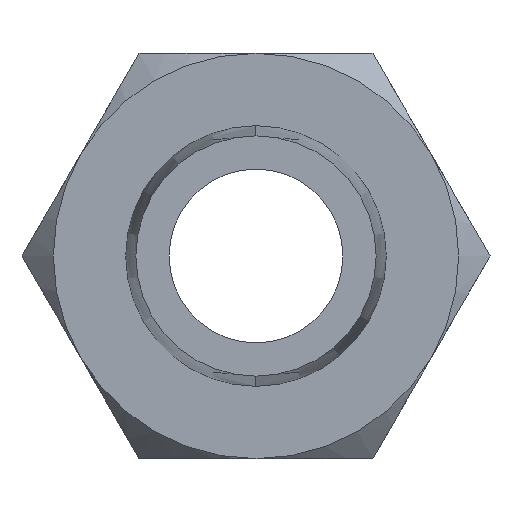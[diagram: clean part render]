
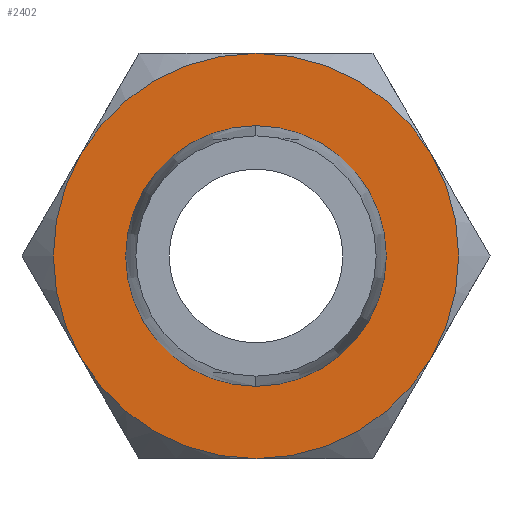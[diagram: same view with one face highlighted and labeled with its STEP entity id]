
A CAD part, left-side view. The second image highlights one B-rep face of the part: STEP entity #2402.
In plain terms, the highlighted planar face has unit normal (-1, 0, 0).
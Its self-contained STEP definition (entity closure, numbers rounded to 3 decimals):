
#206 = CARTESIAN_POINT ( 'NONE',  ( 14., 0., 0. ) ) ;
#207 = CIRCLE ( 'NONE', #852, 7. ) ;
#327 = AXIS2_PLACEMENT_3D ( 'NONE', #2425, #4314, #868 ) ;
#328 = EDGE_CURVE ( 'NONE', #4273, #2802, #2488, .T. ) ;
#384 = DIRECTION ( 'NONE',  ( 1., 0., 0. ) ) ;
#482 = DIRECTION ( 'NONE',  ( 0., 0., -1. ) ) ;
#549 = CARTESIAN_POINT ( 'NONE',  ( 14., 0., -7. ) ) ;
#649 = AXIS2_PLACEMENT_3D ( 'NONE', #665, #1035, #1387 ) ;
#652 = EDGE_CURVE ( 'NONE', #2802, #4273, #727, .T. ) ;
#665 = CARTESIAN_POINT ( 'NONE',  ( 14., 0., 0. ) ) ;
#725 = CARTESIAN_POINT ( 'NONE',  ( 14., 0., 7. ) ) ;
#727 = CIRCLE ( 'NONE', #4419, 4.5 ) ;
#772 = DIRECTION ( 'NONE',  ( 0., 0., -1. ) ) ;
#781 = FACE_OUTER_BOUND ( 'NONE', #981, .T. ) ;
#784 = CARTESIAN_POINT ( 'NONE',  ( 14., 0., -4.5 ) ) ;
#852 = AXIS2_PLACEMENT_3D ( 'NONE', #3256, #4777, #4408 ) ;
#868 = DIRECTION ( 'NONE',  ( 0., 0., 1. ) ) ;
#882 = ORIENTED_EDGE ( 'NONE', *, *, #652, .F. ) ;
#941 = CARTESIAN_POINT ( 'NONE',  ( 14., 0., 0. ) ) ;
#981 = EDGE_LOOP ( 'NONE', ( #4598, #3008, #2702, #1635, #3029, #3922 ) ) ;
#1035 = DIRECTION ( 'NONE',  ( 1., 0., 0. ) ) ;
#1175 = VERTEX_POINT ( 'NONE', #725 ) ;
#1206 = PLANE ( 'NONE',  #4183 ) ;
#1250 = AXIS2_PLACEMENT_3D ( 'NONE', #206, #3277, #1734 ) ;
#1299 = EDGE_CURVE ( 'NONE', #4463, #1793, #2572, .T. ) ;
#1387 = DIRECTION ( 'NONE',  ( 0., 0., -1. ) ) ;
#1409 = DIRECTION ( 'NONE',  ( 0., 0., -1. ) ) ;
#1418 = EDGE_CURVE ( 'NONE', #3771, #2797, #4504, .T. ) ;
#1477 = CARTESIAN_POINT ( 'NONE',  ( 14., 6.062, -3.5 ) ) ;
#1549 = CARTESIAN_POINT ( 'NONE',  ( 14., 0., 4.5 ) ) ;
#1561 = CARTESIAN_POINT ( 'NONE',  ( 14., 0., 0. ) ) ;
#1583 = FACE_BOUND ( 'NONE', #3489, .T. ) ;
#1635 = ORIENTED_EDGE ( 'NONE', *, *, #3093, .F. ) ;
#1734 = DIRECTION ( 'NONE',  ( 0., 0., -1. ) ) ;
#1789 = AXIS2_PLACEMENT_3D ( 'NONE', #941, #2135, #1409 ) ;
#1793 = VERTEX_POINT ( 'NONE', #2196 ) ;
#1909 = CARTESIAN_POINT ( 'NONE',  ( 14., -6.062, 3.5 ) ) ;
#1949 = DIRECTION ( 'NONE',  ( 1., 0., 0. ) ) ;
#1999 = EDGE_CURVE ( 'NONE', #1175, #1793, #4745, .T. ) ;
#2135 = DIRECTION ( 'NONE',  ( 1., 0., 0. ) ) ;
#2196 = CARTESIAN_POINT ( 'NONE',  ( 14., 6.062, 3.5 ) ) ;
#2402 = ADVANCED_FACE ( 'NONE', ( #1583, #781 ), #1206, .F. ) ;
#2425 = CARTESIAN_POINT ( 'NONE',  ( 14., 0., 0. ) ) ;
#2488 = CIRCLE ( 'NONE', #327, 4.5 ) ;
#2572 = CIRCLE ( 'NONE', #4019, 7. ) ;
#2702 = ORIENTED_EDGE ( 'NONE', *, *, #1418, .F. ) ;
#2741 = CARTESIAN_POINT ( 'NONE',  ( 14., 0., 0. ) ) ;
#2797 = VERTEX_POINT ( 'NONE', #4964 ) ;
#2802 = VERTEX_POINT ( 'NONE', #1549 ) ;
#2891 = DIRECTION ( 'NONE',  ( 0., 0., 1. ) ) ;
#2917 = CARTESIAN_POINT ( 'NONE',  ( 14., 0., 0. ) ) ;
#3008 = ORIENTED_EDGE ( 'NONE', *, *, #4095, .F. ) ;
#3029 = ORIENTED_EDGE ( 'NONE', *, *, #1999, .T. ) ;
#3061 = AXIS2_PLACEMENT_3D ( 'NONE', #2917, #3296, #2891 ) ;
#3084 = EDGE_CURVE ( 'NONE', #4782, #4463, #207, .T. ) ;
#3093 = EDGE_CURVE ( 'NONE', #1175, #3771, #3669, .T. ) ;
#3212 = DIRECTION ( 'NONE',  ( 0., 0., 1. ) ) ;
#3256 = CARTESIAN_POINT ( 'NONE',  ( 14., 0., 0. ) ) ;
#3277 = DIRECTION ( 'NONE',  ( 1., 0., 0. ) ) ;
#3296 = DIRECTION ( 'NONE',  ( -1., 0., 0. ) ) ;
#3489 = EDGE_LOOP ( 'NONE', ( #882, #3497 ) ) ;
#3497 = ORIENTED_EDGE ( 'NONE', *, *, #328, .F. ) ;
#3572 = CIRCLE ( 'NONE', #1789, 7. ) ;
#3669 = CIRCLE ( 'NONE', #1250, 7. ) ;
#3771 = VERTEX_POINT ( 'NONE', #1909 ) ;
#3922 = ORIENTED_EDGE ( 'NONE', *, *, #1299, .F. ) ;
#4019 = AXIS2_PLACEMENT_3D ( 'NONE', #4217, #1949, #772 ) ;
#4095 = EDGE_CURVE ( 'NONE', #2797, #4782, #3572, .T. ) ;
#4183 = AXIS2_PLACEMENT_3D ( 'NONE', #2741, #384, #482 ) ;
#4217 = CARTESIAN_POINT ( 'NONE',  ( 14., 0., 0. ) ) ;
#4273 = VERTEX_POINT ( 'NONE', #784 ) ;
#4314 = DIRECTION ( 'NONE',  ( -1., 0., 0. ) ) ;
#4408 = DIRECTION ( 'NONE',  ( 0., 0., -1. ) ) ;
#4419 = AXIS2_PLACEMENT_3D ( 'NONE', #1561, #4730, #3212 ) ;
#4463 = VERTEX_POINT ( 'NONE', #1477 ) ;
#4504 = CIRCLE ( 'NONE', #649, 7. ) ;
#4598 = ORIENTED_EDGE ( 'NONE', *, *, #3084, .F. ) ;
#4730 = DIRECTION ( 'NONE',  ( -1., 0., 0. ) ) ;
#4745 = CIRCLE ( 'NONE', #3061, 7. ) ;
#4777 = DIRECTION ( 'NONE',  ( 1., 0., 0. ) ) ;
#4782 = VERTEX_POINT ( 'NONE', #549 ) ;
#4964 = CARTESIAN_POINT ( 'NONE',  ( 14., -6.062, -3.5 ) ) ;
